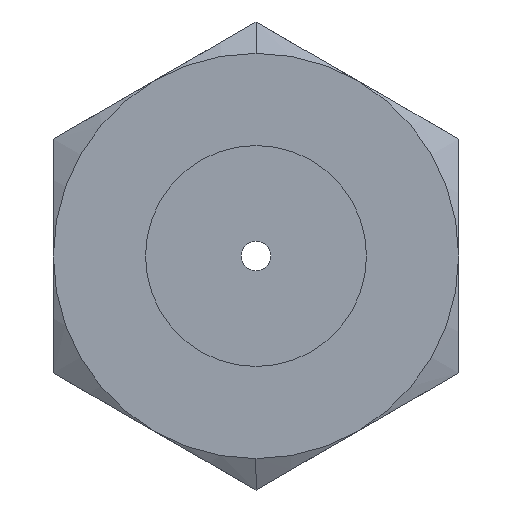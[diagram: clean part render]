
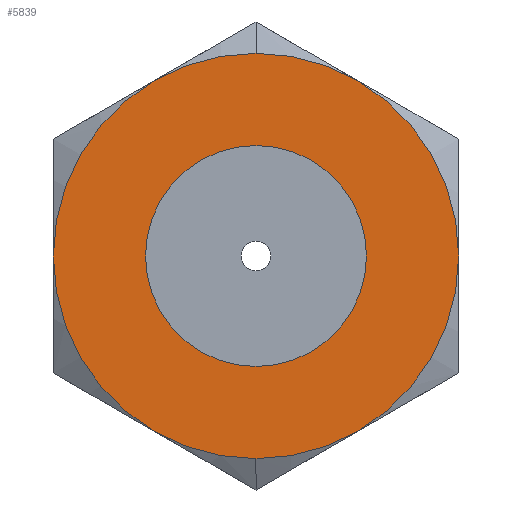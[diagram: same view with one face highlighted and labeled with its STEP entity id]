
A CAD part, left-side view. The second image highlights one B-rep face of the part: STEP entity #5839.
In plain terms, the highlighted planar face has unit normal (-1, 0, 0).
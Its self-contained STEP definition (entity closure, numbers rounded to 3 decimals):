
#16 = EDGE_CURVE ( 'NONE', #7349, #3518, #4331, .T. ) ;
#80 = ORIENTED_EDGE ( 'NONE', *, *, #7262, .F. ) ;
#424 = EDGE_CURVE ( 'NONE', #7136, #1661, #1786, .T. ) ;
#837 = EDGE_CURVE ( 'NONE', #1661, #7136, #8556, .T. ) ;
#1072 = AXIS2_PLACEMENT_3D ( 'NONE', #6230, #2876, #7074 ) ;
#1413 = FACE_BOUND ( 'NONE', #3328, .T. ) ;
#1537 = ORIENTED_EDGE ( 'NONE', *, *, #424, .T. ) ;
#1661 = VERTEX_POINT ( 'NONE', #8320 ) ;
#1713 = CARTESIAN_POINT ( 'NONE',  ( 0., 0., 0. ) ) ;
#1786 = CIRCLE ( 'NONE', #1072, 4.76 ) ;
#2088 = CARTESIAN_POINT ( 'NONE',  ( 0., 0., 8.73 ) ) ;
#2166 = DIRECTION ( 'NONE',  ( -1., 0., 0. ) ) ;
#2269 = CIRCLE ( 'NONE', #5794, 8.73 ) ;
#2290 = DIRECTION ( 'NONE',  ( 1., 0., 0. ) ) ;
#2546 = DIRECTION ( 'NONE',  ( 0., 0., 1. ) ) ;
#2693 = CARTESIAN_POINT ( 'NONE',  ( 0., 0., -4.76 ) ) ;
#2768 = AXIS2_PLACEMENT_3D ( 'NONE', #4307, #7602, #2885 ) ;
#2871 = CARTESIAN_POINT ( 'NONE',  ( 0., 0., 0. ) ) ;
#2876 = DIRECTION ( 'NONE',  ( 1., 0., 0. ) ) ;
#2885 = DIRECTION ( 'NONE',  ( 0., 0., -1. ) ) ;
#2932 = ORIENTED_EDGE ( 'NONE', *, *, #837, .T. ) ;
#3001 = DIRECTION ( 'NONE',  ( 0., 0., 1. ) ) ;
#3201 = AXIS2_PLACEMENT_3D ( 'NONE', #1713, #5069, #2546 ) ;
#3328 = EDGE_LOOP ( 'NONE', ( #1537, #2932 ) ) ;
#3443 = FACE_OUTER_BOUND ( 'NONE', #7543, .T. ) ;
#3518 = VERTEX_POINT ( 'NONE', #2088 ) ;
#4307 = CARTESIAN_POINT ( 'NONE',  ( 0., 0., 0. ) ) ;
#4331 = CIRCLE ( 'NONE', #2768, 8.73 ) ;
#4954 = DIRECTION ( 'NONE',  ( 0., 0., 1. ) ) ;
#5069 = DIRECTION ( 'NONE',  ( 1., 0., 0. ) ) ;
#5794 = AXIS2_PLACEMENT_3D ( 'NONE', #2871, #2290, #4954 ) ;
#5839 = ADVANCED_FACE ( 'NONE', ( #1413, #3443 ), #6806, .T. ) ;
#6140 = CARTESIAN_POINT ( 'NONE',  ( 0., 0., 4.365 ) ) ;
#6230 = CARTESIAN_POINT ( 'NONE',  ( 0., 0., 0. ) ) ;
#6643 = AXIS2_PLACEMENT_3D ( 'NONE', #6140, #2166, #3001 ) ;
#6806 = PLANE ( 'NONE',  #6643 ) ;
#7074 = DIRECTION ( 'NONE',  ( 0., 0., -1. ) ) ;
#7136 = VERTEX_POINT ( 'NONE', #2693 ) ;
#7262 = EDGE_CURVE ( 'NONE', #3518, #7349, #2269, .T. ) ;
#7349 = VERTEX_POINT ( 'NONE', #8518 ) ;
#7425 = ORIENTED_EDGE ( 'NONE', *, *, #16, .F. ) ;
#7543 = EDGE_LOOP ( 'NONE', ( #80, #7425 ) ) ;
#7602 = DIRECTION ( 'NONE',  ( 1., 0., 0. ) ) ;
#8320 = CARTESIAN_POINT ( 'NONE',  ( 0., 0., 4.76 ) ) ;
#8518 = CARTESIAN_POINT ( 'NONE',  ( 0., 0., -8.73 ) ) ;
#8556 = CIRCLE ( 'NONE', #3201, 4.76 ) ;
